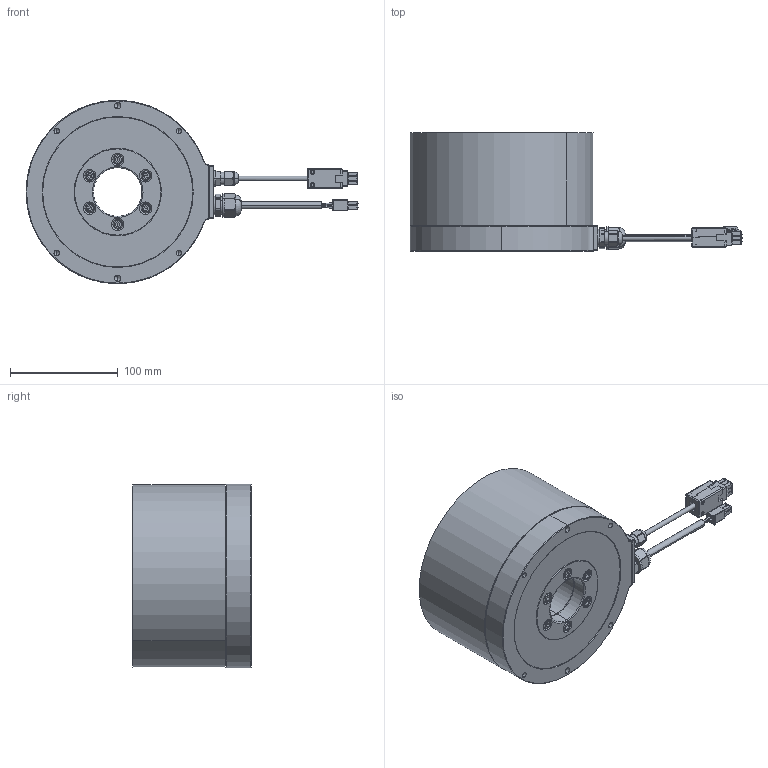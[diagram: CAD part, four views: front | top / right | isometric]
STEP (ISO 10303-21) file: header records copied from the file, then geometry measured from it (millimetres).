
FILE_DESCRIPTION (( 'STEP AP203' ), '1' );
FILE_NAME ('T2021900_A1_DMY63-B0SN00-S0-1S3-0-0.STEP', '2020-02-19T10:06:50', ( '' ), ( '' ), 'SwSTEP 2.0', 'SolidWorks 2015', '' );
FILE_SCHEMA (( 'CONFIG_CONTROL_DESIGN' ));
Length unit declared in the file: millimetre
Products named in the file (1): T2021900_A1_DMY63-B0SN00-S0-1S3-0-0
Bounding box: 307.7 x 109.5 x 170 mm (x, y, z)
Volume: 2326780.2 mm3; surface area: 140350.2 mm2
Topology: 1 solids, 4 shells, 1670 faces, 4389 edges, 2799 vertices
Faces by surface type: plane 967, cylinder 338, bspline 174, cone 106, torus 73, sphere 12
Entity records: 58927 total; most frequent: CARTESIAN_POINT 19527, ORIENTED_EDGE 8678, DIRECTION 7316, EDGE_CURVE 4339, VERTEX_POINT 2795, LINE 2760, VECTOR 2760, AXIS2_PLACEMENT_3D 2278
